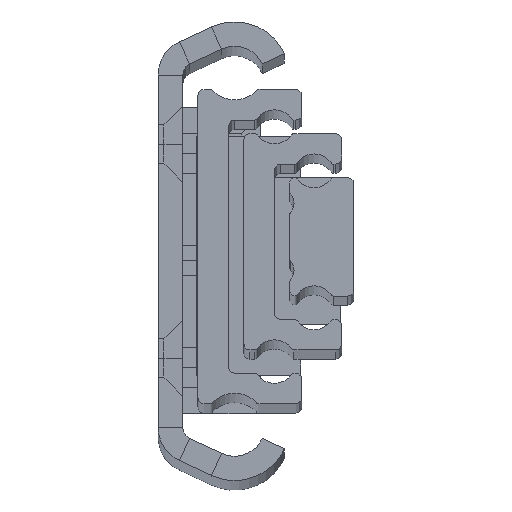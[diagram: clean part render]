
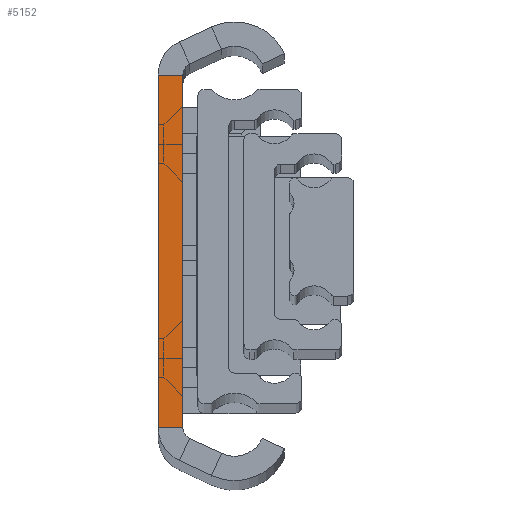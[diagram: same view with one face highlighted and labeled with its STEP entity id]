
A CAD part, top view. The second image highlights one B-rep face of the part: STEP entity #5152.
In plain terms, the highlighted planar face has unit normal (0, 0, 1).
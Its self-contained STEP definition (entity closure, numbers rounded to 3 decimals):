
#87 = LINE ( 'NONE', #5532, #2468 ) ;
#142 = CARTESIAN_POINT ( 'NONE',  ( 4., 28.779, 0. ) ) ;
#499 = EDGE_LOOP ( 'NONE', ( #4076, #4248, #2275, #2180 ) ) ;
#520 = LINE ( 'NONE', #4777, #5357 ) ;
#705 = CARTESIAN_POINT ( 'NONE',  ( 0., 28.779, 0. ) ) ;
#1669 = EDGE_CURVE ( 'NONE', #4331, #5056, #520, .T. ) ;
#1780 = VERTEX_POINT ( 'NONE', #2268 ) ;
#1802 = VECTOR ( 'NONE', #5079, 1000. ) ;
#2180 = ORIENTED_EDGE ( 'NONE', *, *, #1669, .T. ) ;
#2268 = CARTESIAN_POINT ( 'NONE',  ( 4., -28.779, 0. ) ) ;
#2275 = ORIENTED_EDGE ( 'NONE', *, *, #3584, .T. ) ;
#2468 = VECTOR ( 'NONE', #5988, 1000. ) ;
#2496 = CARTESIAN_POINT ( 'NONE',  ( 0., -28.779, 0. ) ) ;
#2525 = LINE ( 'NONE', #2496, #1802 ) ;
#2556 = VERTEX_POINT ( 'NONE', #5800 ) ;
#2852 = EDGE_CURVE ( 'NONE', #2556, #1780, #3430, .T. ) ;
#2903 = DIRECTION ( 'NONE',  ( 0., -1., 0. ) ) ;
#3194 = DIRECTION ( 'NONE',  ( 0., -1., 0. ) ) ;
#3409 = DIRECTION ( 'NONE',  ( 0., 0., -1. ) ) ;
#3430 = LINE ( 'NONE', #142, #6821 ) ;
#3584 = EDGE_CURVE ( 'NONE', #2556, #4331, #87, .T. ) ;
#3922 = PLANE ( 'NONE',  #6391 ) ;
#4076 = ORIENTED_EDGE ( 'NONE', *, *, #5129, .F. ) ;
#4248 = ORIENTED_EDGE ( 'NONE', *, *, #2852, .F. ) ;
#4331 = VERTEX_POINT ( 'NONE', #6858 ) ;
#4525 = DIRECTION ( 'NONE',  ( 0., -1., 0. ) ) ;
#4777 = CARTESIAN_POINT ( 'NONE',  ( 0., 28.779, 0. ) ) ;
#5056 = VERTEX_POINT ( 'NONE', #6691 ) ;
#5079 = DIRECTION ( 'NONE',  ( -1., 0., 0. ) ) ;
#5129 = EDGE_CURVE ( 'NONE', #1780, #5056, #2525, .T. ) ;
#5152 = ADVANCED_FACE ( 'NONE', ( #6174 ), #3922, .F. ) ;
#5357 = VECTOR ( 'NONE', #3194, 1000. ) ;
#5532 = CARTESIAN_POINT ( 'NONE',  ( 0., 28.779, 0. ) ) ;
#5800 = CARTESIAN_POINT ( 'NONE',  ( 4., 28.779, 0. ) ) ;
#5988 = DIRECTION ( 'NONE',  ( -1., 0., 0. ) ) ;
#6174 = FACE_OUTER_BOUND ( 'NONE', #499, .T. ) ;
#6391 = AXIS2_PLACEMENT_3D ( 'NONE', #705, #3409, #2903 ) ;
#6691 = CARTESIAN_POINT ( 'NONE',  ( 0., -28.779, 0. ) ) ;
#6821 = VECTOR ( 'NONE', #4525, 1000. ) ;
#6858 = CARTESIAN_POINT ( 'NONE',  ( 0., 28.779, 0. ) ) ;
